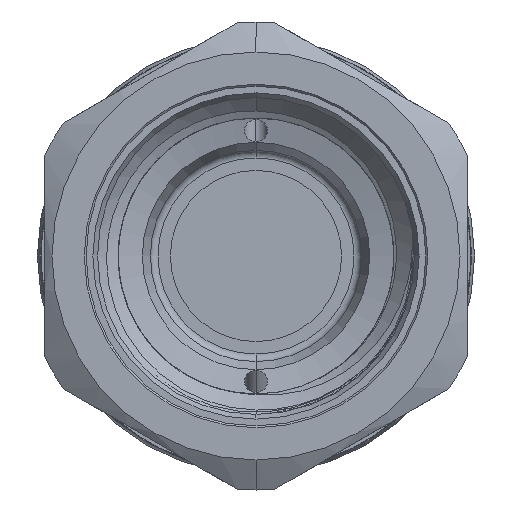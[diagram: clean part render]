
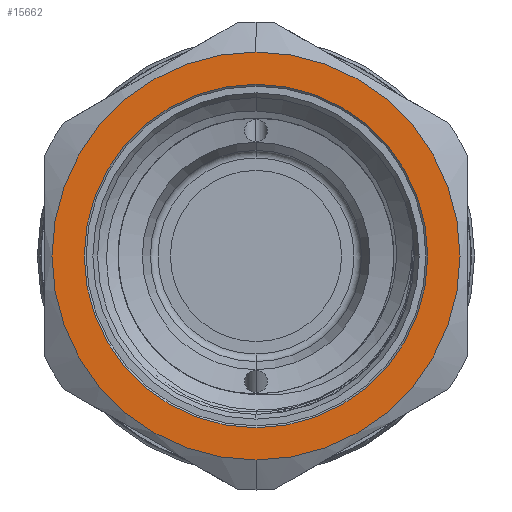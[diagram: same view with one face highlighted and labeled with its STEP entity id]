
A CAD part, left-side view. The second image highlights one B-rep face of the part: STEP entity #15662.
In plain terms, the highlighted planar face has unit normal (-1, 0, 0).
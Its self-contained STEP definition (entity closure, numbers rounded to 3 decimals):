
#874 = FACE_OUTER_BOUND ( 'NONE', #31168, .T. ) ;
#964 = DIRECTION ( 'NONE',  ( -1., 0., 0. ) ) ;
#1021 = CARTESIAN_POINT ( 'NONE',  ( 0., 0., -9.03 ) ) ;
#2171 = PLANE ( 'NONE',  #29039 ) ;
#2839 = DIRECTION ( 'NONE',  ( 1., 0., 0. ) ) ;
#3317 = FACE_BOUND ( 'NONE', #5717, .T. ) ;
#3670 = DIRECTION ( 'NONE',  ( 0., 0., 1. ) ) ;
#5717 = EDGE_LOOP ( 'NONE', ( #7667, #30162 ) ) ;
#6556 = CARTESIAN_POINT ( 'NONE',  ( 0., 0., 0. ) ) ;
#6871 = DIRECTION ( 'NONE',  ( 1., 0., 0. ) ) ;
#7667 = ORIENTED_EDGE ( 'NONE', *, *, #15740, .T. ) ;
#9664 = ORIENTED_EDGE ( 'NONE', *, *, #43255, .T. ) ;
#13696 = CARTESIAN_POINT ( 'NONE',  ( 0., 0., -10.725 ) ) ;
#14329 = CIRCLE ( 'NONE', #22763, 9.03 ) ;
#14515 = CIRCLE ( 'NONE', #45335, 10.725 ) ;
#14846 = VERTEX_POINT ( 'NONE', #33389 ) ;
#14851 = EDGE_CURVE ( 'NONE', #42711, #14846, #30285, .T. ) ;
#15662 = ADVANCED_FACE ( 'NONE', ( #3317, #874 ), #2171, .F. ) ;
#15740 = EDGE_CURVE ( 'NONE', #14846, #42711, #14329, .T. ) ;
#16845 = AXIS2_PLACEMENT_3D ( 'NONE', #28477, #964, #47751 ) ;
#17871 = CARTESIAN_POINT ( 'NONE',  ( 0., 8.93, 0. ) ) ;
#19451 = CIRCLE ( 'NONE', #16845, 10.725 ) ;
#22382 = CARTESIAN_POINT ( 'NONE',  ( 0., 0., 0. ) ) ;
#22763 = AXIS2_PLACEMENT_3D ( 'NONE', #34278, #2839, #34442 ) ;
#25215 = DIRECTION ( 'NONE',  ( 1., 0., 0. ) ) ;
#26584 = VERTEX_POINT ( 'NONE', #50484 ) ;
#28477 = CARTESIAN_POINT ( 'NONE',  ( 0., 0., 0. ) ) ;
#29039 = AXIS2_PLACEMENT_3D ( 'NONE', #17871, #25215, #33611 ) ;
#30162 = ORIENTED_EDGE ( 'NONE', *, *, #14851, .T. ) ;
#30285 = CIRCLE ( 'NONE', #38527, 9.03 ) ;
#31168 = EDGE_LOOP ( 'NONE', ( #9664, #40521 ) ) ;
#33389 = CARTESIAN_POINT ( 'NONE',  ( 0., 0., 9.03 ) ) ;
#33611 = DIRECTION ( 'NONE',  ( 0., 0., -1. ) ) ;
#33906 = DIRECTION ( 'NONE',  ( -1., 0., 0. ) ) ;
#34234 = DIRECTION ( 'NONE',  ( 0., 0., -1. ) ) ;
#34278 = CARTESIAN_POINT ( 'NONE',  ( 0., 0., 0. ) ) ;
#34442 = DIRECTION ( 'NONE',  ( 0., 0., -1. ) ) ;
#38527 = AXIS2_PLACEMENT_3D ( 'NONE', #22382, #6871, #34234 ) ;
#39168 = VERTEX_POINT ( 'NONE', #13696 ) ;
#40521 = ORIENTED_EDGE ( 'NONE', *, *, #44699, .T. ) ;
#42711 = VERTEX_POINT ( 'NONE', #1021 ) ;
#43255 = EDGE_CURVE ( 'NONE', #39168, #26584, #19451, .T. ) ;
#44699 = EDGE_CURVE ( 'NONE', #26584, #39168, #14515, .T. ) ;
#45335 = AXIS2_PLACEMENT_3D ( 'NONE', #6556, #33906, #3670 ) ;
#47751 = DIRECTION ( 'NONE',  ( 0., 0., 1. ) ) ;
#50484 = CARTESIAN_POINT ( 'NONE',  ( 0., 0., 10.725 ) ) ;
